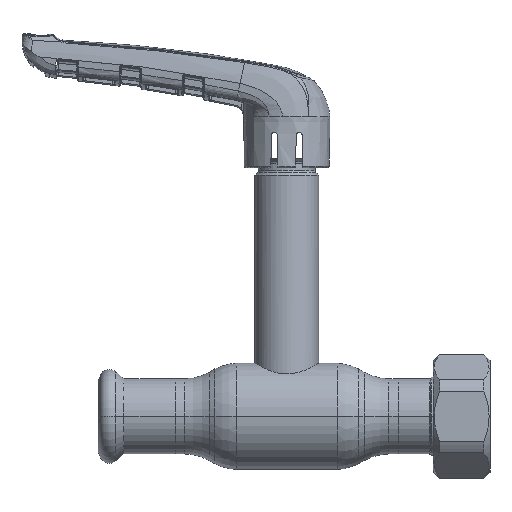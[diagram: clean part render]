
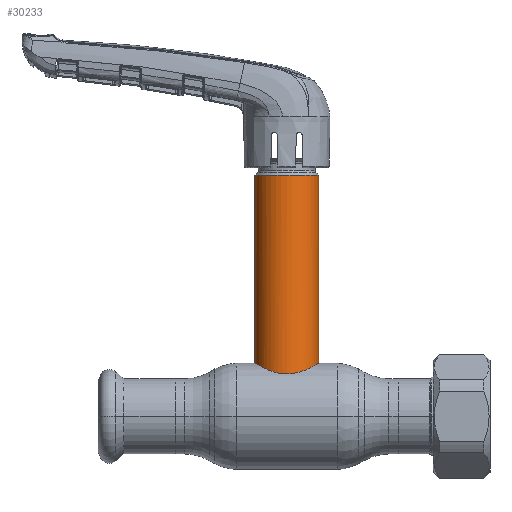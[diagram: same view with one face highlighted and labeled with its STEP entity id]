
A CAD part, top view. The second image highlights one B-rep face of the part: STEP entity #30233.
In plain terms, the highlighted cylindrical face has radius 9 mm (diameter 18 mm), a partial arc.
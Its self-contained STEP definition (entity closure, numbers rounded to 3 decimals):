
#174 = CARTESIAN_POINT ( 'NONE',  ( 7.124, 13.954, 5.508 ) ) ;
#377 = CARTESIAN_POINT ( 'NONE',  ( 6.56, 13.675, 6.169 ) ) ;
#781 = CARTESIAN_POINT ( 'NONE',  ( -2.963, 12.35, 8.518 ) ) ;
#1001 = CARTESIAN_POINT ( 'NONE',  ( 0., 0., 0. ) ) ;
#3905 = CARTESIAN_POINT ( 'NONE',  ( 0., 68.119, 0. ) ) ;
#4855 = CARTESIAN_POINT ( 'NONE',  ( -0.308, 12., 9. ) ) ;
#5042 = CARTESIAN_POINT ( 'NONE',  ( 8.406, 14.651, 3.229 ) ) ;
#5476 = CARTESIAN_POINT ( 'NONE',  ( -6.758, 13.768, 5.971 ) ) ;
#5681 = CARTESIAN_POINT ( 'NONE',  ( -7.781, 14.299, 4.56 ) ) ;
#6026 = AXIS2_PLACEMENT_3D ( 'NONE', #3905, #43163, #18373 ) ;
#9753 = CARTESIAN_POINT ( 'NONE',  ( 1.205, 12.046, 8.939 ) ) ;
#9957 = CARTESIAN_POINT ( 'NONE',  ( 8.685, 14.813, 2.378 ) ) ;
#10166 = CARTESIAN_POINT ( 'NONE',  ( 7.781, 14.299, 4.56 ) ) ;
#10377 = CARTESIAN_POINT ( 'NONE',  ( 8.059, 14.454, 4.05 ) ) ;
#10597 = CARTESIAN_POINT ( 'NONE',  ( 4.539, 12.827, 7.777 ) ) ;
#12598 = CARTESIAN_POINT ( 'NONE',  ( -9., 15., 0. ) ) ;
#14313 = VERTEX_POINT ( 'NONE', #12598 ) ;
#14647 = CARTESIAN_POINT ( 'NONE',  ( 3.223, 12.423, 8.408 ) ) ;
#14870 = LINE ( 'NONE', #48670, #17960 ) ;
#15054 = CARTESIAN_POINT ( 'NONE',  ( 8.878, 14.927, 1.506 ) ) ;
#15478 = CARTESIAN_POINT ( 'NONE',  ( -8.7, 14.821, 2.382 ) ) ;
#16455 = ORIENTED_EDGE ( 'NONE', *, *, #32544, .F. ) ;
#16736 = LINE ( 'NONE', #27081, #39682 ) ;
#17960 = VECTOR ( 'NONE', #34106, 1000. ) ;
#18373 = DIRECTION ( 'NONE',  ( -1., 0., 0. ) ) ;
#19400 = EDGE_LOOP ( 'NONE', ( #16455, #60454, #29186, #59033 ) ) ;
#19572 = CARTESIAN_POINT ( 'NONE',  ( 3.763, 12.574, 8.181 ) ) ;
#19784 = CARTESIAN_POINT ( 'NONE',  ( 9., 15., 0.305 ) ) ;
#20406 = CARTESIAN_POINT ( 'NONE',  ( -6.15, 13.483, 6.577 ) ) ;
#24161 = B_SPLINE_CURVE_WITH_KNOTS ( 'NONE', 3,
 ( #28355, #48879, #58481, #15478, #30024, #59301, #5681, #24256, #5476, #20406, #49699, #34938, #58886, #63420, #29614, #781, #24675, #29198, #34101, #39851, #4855, #39019, #9753, #43939, #39439, #54414, #14647, #19572, #53789, #10597, #58680, #49274, #59092, #377, #29406, #174, #34323, #10166, #10377, #5042, #39237, #9957, #44360, #15054, #44567, #44156, #19784, #53988 ),
 .UNSPECIFIED., .F., .F.,
 ( 4, 2, 2, 2, 2, 2, 2, 2, 2, 2, 2, 2, 2, 2, 2, 2, 2, 2, 2, 2, 2, 2, 2, 4 ),
 ( 0., 0.002, 0.004, 0.005, 0.007, 0.008, 0.009, 0.011, 0.013, 0.014, 0.014, 0.016, 0.017, 0.018, 0.019, 0.02, 0.022, 0.023, 0.023, 0.025, 0.026, 0.027, 0.028, 0.029 ),
 .UNSPECIFIED. ) ;
#24256 = CARTESIAN_POINT ( 'NONE',  ( -7.126, 13.954, 5.528 ) ) ;
#24675 = CARTESIAN_POINT ( 'NONE',  ( -2.387, 12.221, 8.698 ) ) ;
#27081 = CARTESIAN_POINT ( 'NONE',  ( 9., 0., 0. ) ) ;
#28355 = CARTESIAN_POINT ( 'NONE',  ( -9., 15., 0. ) ) ;
#29186 = ORIENTED_EDGE ( 'NONE', *, *, #39285, .T. ) ;
#29198 = CARTESIAN_POINT ( 'NONE',  ( -1.509, 12.091, 8.878 ) ) ;
#29406 = CARTESIAN_POINT ( 'NONE',  ( 6.756, 13.77, 5.953 ) ) ;
#29435 = VERTEX_POINT ( 'NONE', #33174 ) ;
#29614 = CARTESIAN_POINT ( 'NONE',  ( -4.037, 12.65, 8.065 ) ) ;
#30024 = CARTESIAN_POINT ( 'NONE',  ( -8.519, 14.715, 2.961 ) ) ;
#30153 = EDGE_CURVE ( 'NONE', #14313, #29435, #24161, .T. ) ;
#30233 = ADVANCED_FACE ( 'NONE', ( #61343 ), #38418, .T. ) ;
#32236 = EDGE_CURVE ( 'NONE', #50787, #36856, #42765, .T. ) ;
#32544 = EDGE_CURVE ( 'NONE', #50787, #29435, #16736, .T. ) ;
#33174 = CARTESIAN_POINT ( 'NONE',  ( 9., 15., 0. ) ) ;
#34101 = CARTESIAN_POINT ( 'NONE',  ( -1.213, 12.057, 8.923 ) ) ;
#34106 = DIRECTION ( 'NONE',  ( 0., -1., 0. ) ) ;
#34323 = CARTESIAN_POINT ( 'NONE',  ( 7.296, 14.043, 5.277 ) ) ;
#34938 = CARTESIAN_POINT ( 'NONE',  ( -5.492, 13.196, 7.136 ) ) ;
#35156 = DIRECTION ( 'NONE',  ( 0., -1., 0. ) ) ;
#36856 = VERTEX_POINT ( 'NONE', #59245 ) ;
#38418 = CYLINDRICAL_SURFACE ( 'NONE', #57972, 9. ) ;
#39019 = CARTESIAN_POINT ( 'NONE',  ( 0.606, 12., 9. ) ) ;
#39237 = CARTESIAN_POINT ( 'NONE',  ( 8.509, 14.711, 2.947 ) ) ;
#39285 = EDGE_CURVE ( 'NONE', #36856, #14313, #14870, .T. ) ;
#39439 = CARTESIAN_POINT ( 'NONE',  ( 2.378, 12.23, 8.685 ) ) ;
#39682 = VECTOR ( 'NONE', #60850, 1000. ) ;
#39851 = CARTESIAN_POINT ( 'NONE',  ( -0.613, 12.012, 8.984 ) ) ;
#42765 = CIRCLE ( 'NONE', #6026, 9. ) ;
#43163 = DIRECTION ( 'NONE',  ( 0., -1., 0. ) ) ;
#43939 = CARTESIAN_POINT ( 'NONE',  ( 2.086, 12.176, 8.76 ) ) ;
#44156 = CARTESIAN_POINT ( 'NONE',  ( 8.984, 14.991, 0.611 ) ) ;
#44360 = CARTESIAN_POINT ( 'NONE',  ( 8.759, 14.857, 2.09 ) ) ;
#44567 = CARTESIAN_POINT ( 'NONE',  ( 8.923, 14.954, 1.21 ) ) ;
#48670 = CARTESIAN_POINT ( 'NONE',  ( -9., 0., 0. ) ) ;
#48879 = CARTESIAN_POINT ( 'NONE',  ( -9., 15., 0.611 ) ) ;
#49274 = CARTESIAN_POINT ( 'NONE',  ( 5.507, 13.196, 7.142 ) ) ;
#49699 = CARTESIAN_POINT ( 'NONE',  ( -5.937, 13.387, 6.77 ) ) ;
#49917 = DIRECTION ( 'NONE',  ( -1., 0., 0. ) ) ;
#50787 = VERTEX_POINT ( 'NONE', #56134 ) ;
#53789 = CARTESIAN_POINT ( 'NONE',  ( 4.026, 12.655, 8.055 ) ) ;
#53988 = CARTESIAN_POINT ( 'NONE',  ( 9., 15., 0. ) ) ;
#54414 = CARTESIAN_POINT ( 'NONE',  ( 2.947, 12.353, 8.509 ) ) ;
#56134 = CARTESIAN_POINT ( 'NONE',  ( 9., 68.119, 0. ) ) ;
#57972 = AXIS2_PLACEMENT_3D ( 'NONE', #1001, #35156, #49917 ) ;
#58481 = CARTESIAN_POINT ( 'NONE',  ( -8.938, 14.963, 1.209 ) ) ;
#58680 = CARTESIAN_POINT ( 'NONE',  ( 4.789, 12.918, 7.626 ) ) ;
#58886 = CARTESIAN_POINT ( 'NONE',  ( -5.259, 13.1, 7.309 ) ) ;
#59033 = ORIENTED_EDGE ( 'NONE', *, *, #30153, .T. ) ;
#59092 = CARTESIAN_POINT ( 'NONE',  ( 5.948, 13.389, 6.778 ) ) ;
#59245 = CARTESIAN_POINT ( 'NONE',  ( -9., 68.119, 0. ) ) ;
#59301 = CARTESIAN_POINT ( 'NONE',  ( -8.06, 14.454, 4.048 ) ) ;
#60454 = ORIENTED_EDGE ( 'NONE', *, *, #32236, .T. ) ;
#60850 = DIRECTION ( 'NONE',  ( 0., -1., 0. ) ) ;
#61343 = FACE_OUTER_BOUND ( 'NONE', #19400, .T. ) ;
#63420 = CARTESIAN_POINT ( 'NONE',  ( -4.543, 12.824, 7.791 ) ) ;
